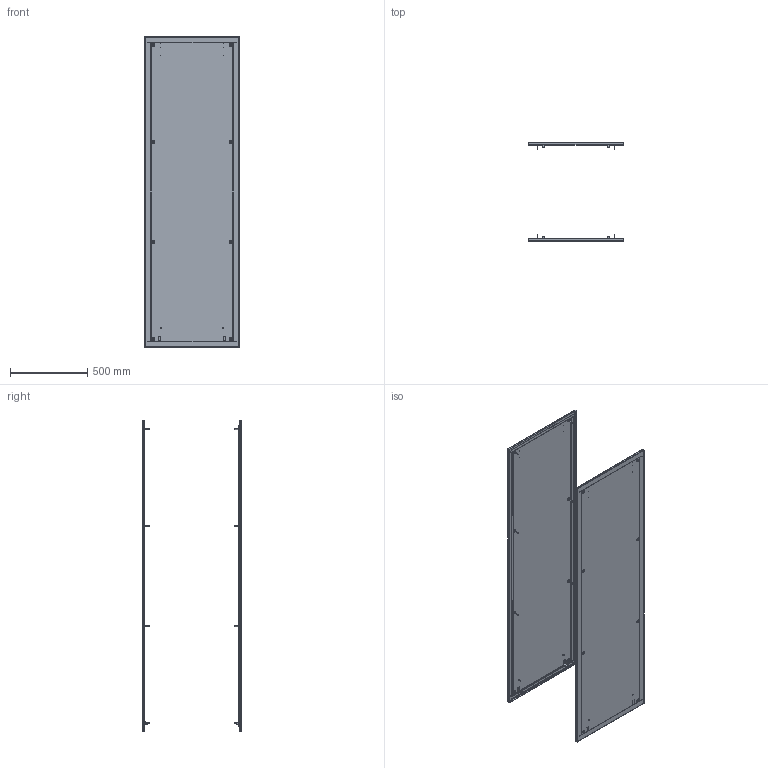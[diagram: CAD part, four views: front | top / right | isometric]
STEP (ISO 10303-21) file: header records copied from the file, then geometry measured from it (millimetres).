
FILE_DESCRIPTION (( 'STEP AP214' ), '1' );
FILE_NAME ('PS600 Ïàíåëè áîêîâûå_èçâ0081_02.20.step', '2020-11-05T18:43:43', ( '' ), ( '' ), 'SwSTEP 2.0', 'SolidWorks 2019', '' );
FILE_SCHEMA (( 'AUTOMOTIVE_DESIGN' ));
Length unit declared in the file: millimetre
Products named in the file (45): AVT001.04.00.01 Ïàíåëü áîêîâàÿ_èçì0081_02.20; Âèíò Ì6 DIN 7985; AVT001.04.00.05 Íàïðàâëÿþùàÿ_èçì0023_01.19; AVT001.04.00.03 Óãîëîê_èçì0023_01.19_00; AVT001.04.00.02 Óãîëîê_èçì0023_01.19; AVT001.04.00.00 Ïàíåëü áîêîâàÿ_èçì0081_02.20_00; Øïèëüêà Ì6õ12; PS600 Ïàíåëè áîêîâûå_èçâ0081_02.20; Øïèëüêà Ì6õ12_00; AVT001.04.00.03 Óãîëîê_èçì0023_01.19; Óïëîòíèòåëü ïîëèóðåòàíîâûé ïàíåëè áîêîâîé_00; Âèíò Ì6 DIN 7985_6å40; AVT001.04.00.02 Óãîëîê_èçì0023_01.19_00; Óïëîòíèòåëü ïîëèóðåòàíîâûé ïàíåëè áîêîâîé; AVT001.04.00.05 Íàïðàâëÿþùàÿ_èçì0023_01.19_00; AVT001.04.00.01 Ïàíåëü áîêîâàÿ_èçì0081_02.20_00; AVT001.04.00.00 Ïàíåëü áîêîâàÿ_èçì0081_02.20_01
Assembly tree (37 placements, depth 3):
  AVT001.04.00.01 Ïàíåëü áîêîâàÿ_èçì0081_02.20
  Âèíò Ì6 DIN 7985
  AVT001.04.00.05 Íàïðàâëÿþùàÿ_èçì0023_01.19
  AVT001.04.00.05 Íàïðàâëÿþùàÿ_èçì0023_01.19
  AVT001.04.00.05 Íàïðàâëÿþùàÿ_èçì0023_01.19
Bounding box: 610 x 639.08 x 2007 mm (x, y, z)
Volume: 4443640.5 mm3; surface area: 5890472.4 mm2
Topology: 35 solids, 35 shells, 1025 faces, 2300 edges, 1432 vertices
Faces by surface type: plane 569, cylinder 240, torus 136, cone 40, sphere 32, bspline 8
Entity records: 9240 total; most frequent: DIRECTION 1652, CARTESIAN_POINT 1547, ORIENTED_EDGE 1266, AXIS2_PLACEMENT_3D 690, EDGE_CURVE 633, VERTEX_POINT 386, CIRCLE 354, EDGE_LOOP 347
